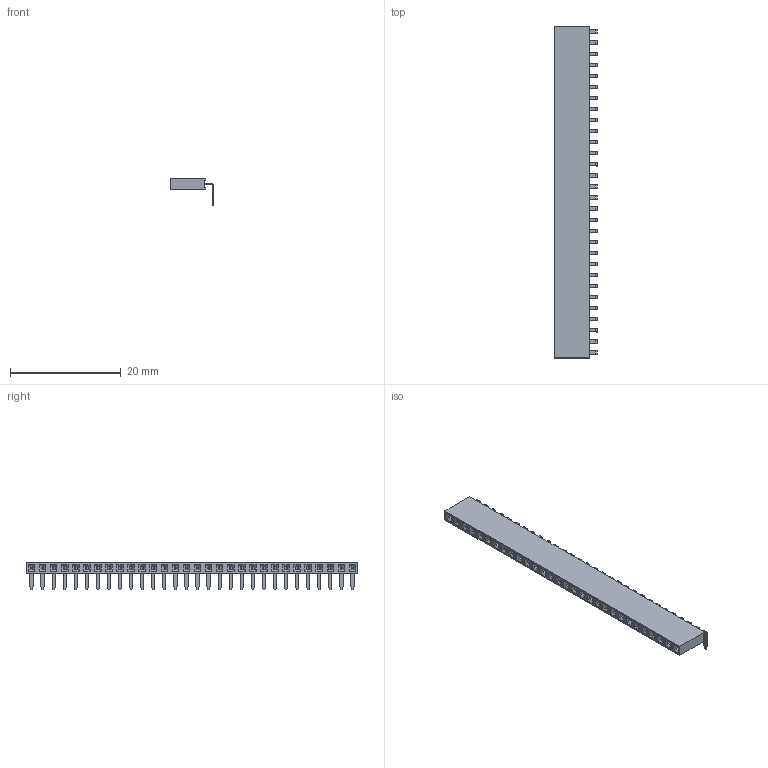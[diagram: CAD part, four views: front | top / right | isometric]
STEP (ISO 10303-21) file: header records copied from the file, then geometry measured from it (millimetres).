
FILE_DESCRIPTION(/* description */ ('model of PinSocket_1x30_P2.00mm_Horizontal'),/* implementation_level */ '2;1');
FILE_NAME(/* name */ 'PinSocket_1x30_P2.00mm_Horizontal.step',/* time_stamp */ '1970-01-01T00:00:00',/* author */ ('KiCAD','kicad'),/* organization */ ('OCCT'),/* preprocessor_version */ '',/* originating_system */ 'KiCAD',/* authorisation */ '');
FILE_SCHEMA(('AUTOMOTIVE_DESIGN { 1 0 10303 214 1 1 1 1 }'));
Length unit declared in the file: millimetre
Products named in the file (1): PinSocket_1x30_P2.00mm_Horizontal
Bounding box: 7.72 x 60 x 4.9 mm (x, y, z)
Volume: 704.9 mm3; surface area: 1713.6 mm2
Topology: 1 solids, 1 shells, 910 faces, 2424 edges, 1576 vertices
Faces by surface type: plane 850, cylinder 60
Entity records: 17956 total; most frequent: ORIENTED_EDGE 3636, EDGE_CURVE 2424, CARTESIAN_POINT 2270, LINE 2182, VERTEX_POINT 1576, FACE_BOUND 970, EDGE_LOOP 970, ADVANCED_FACE 910
